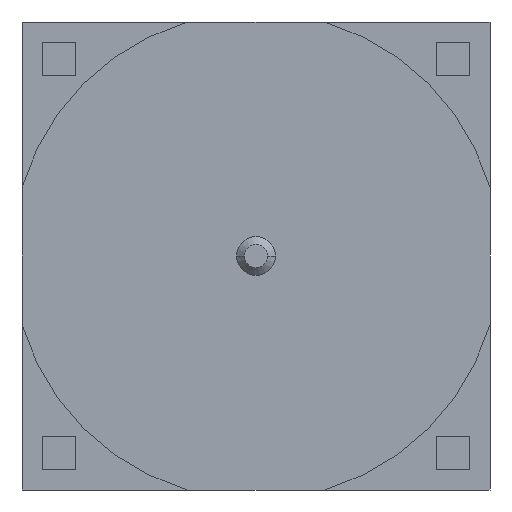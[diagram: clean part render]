
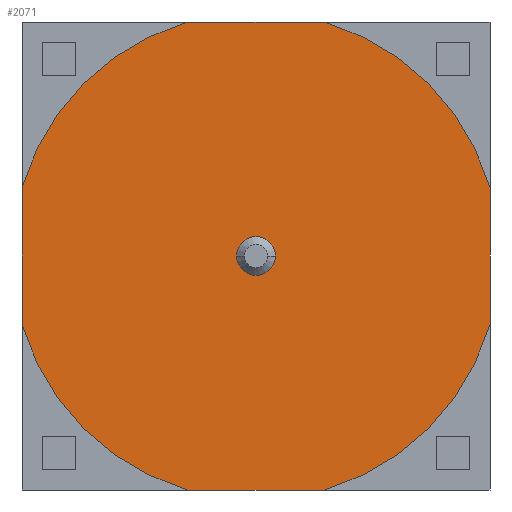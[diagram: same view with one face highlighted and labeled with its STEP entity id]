
A CAD part, front view. The second image highlights one B-rep face of the part: STEP entity #2071.
In plain terms, the highlighted planar face has unit normal (0, -1, 0).
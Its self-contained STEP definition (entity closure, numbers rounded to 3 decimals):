
#529=DIRECTION('',(0.,0.,-1.));
#530=VECTOR('',#529,3.5);
#531=CARTESIAN_POINT('',(-6.,-3.5,1.75));
#532=LINE('',#531,#530);
#545=CARTESIAN_POINT('',(0.,-3.5,0.));
#546=DIRECTION('',(0.,-1.,0.));
#547=DIRECTION('',(0.28,0.,-0.96));
#548=AXIS2_PLACEMENT_3D('',#545,#546,#547);
#550=CARTESIAN_POINT('',(0.,-3.5,0.));
#551=DIRECTION('',(0.,-1.,0.));
#552=DIRECTION('',(-0.96,0.,-0.28));
#553=AXIS2_PLACEMENT_3D('',#550,#551,#552);
#555=CARTESIAN_POINT('',(0.,-3.5,0.));
#556=DIRECTION('',(0.,-1.,0.));
#557=DIRECTION('',(-0.28,0.,0.96));
#558=AXIS2_PLACEMENT_3D('',#555,#556,#557);
#560=CARTESIAN_POINT('',(0.,-3.5,0.));
#561=DIRECTION('',(0.,-1.,0.));
#562=DIRECTION('',(0.96,0.,0.28));
#563=AXIS2_PLACEMENT_3D('',#560,#561,#562);
#565=CARTESIAN_POINT('',(0.,-3.5,0.));
#566=DIRECTION('',(0.,-1.,0.));
#567=DIRECTION('',(-1.,0.,0.));
#568=AXIS2_PLACEMENT_3D('',#565,#566,#567);
#570=CARTESIAN_POINT('',(0.,-3.5,0.));
#571=DIRECTION('',(0.,-1.,0.));
#572=DIRECTION('',(1.,0.,0.));
#573=AXIS2_PLACEMENT_3D('',#570,#571,#572);
#575=DIRECTION('',(0.,0.,1.));
#576=VECTOR('',#575,3.5);
#577=CARTESIAN_POINT('',(6.,-3.5,-1.75));
#578=LINE('',#577,#576);
#707=DIRECTION('',(1.,0.,0.));
#708=VECTOR('',#707,3.5);
#709=CARTESIAN_POINT('',(-1.75,-3.5,-6.));
#710=LINE('',#709,#708);
#723=DIRECTION('',(-1.,0.,0.));
#724=VECTOR('',#723,3.5);
#725=CARTESIAN_POINT('',(1.75,-3.5,6.));
#726=LINE('',#725,#724);
#1393=CARTESIAN_POINT('',(6.,-3.5,-1.75));
#1394=CARTESIAN_POINT('',(6.,-3.5,1.75));
#1395=VERTEX_POINT('',#1393);
#1396=VERTEX_POINT('',#1394);
#1397=CARTESIAN_POINT('',(1.75,-3.5,6.));
#1398=CARTESIAN_POINT('',(-1.75,-3.5,6.));
#1399=VERTEX_POINT('',#1397);
#1400=VERTEX_POINT('',#1398);
#1401=CARTESIAN_POINT('',(-6.,-3.5,1.75));
#1402=CARTESIAN_POINT('',(-6.,-3.5,-1.75));
#1403=VERTEX_POINT('',#1401);
#1404=VERTEX_POINT('',#1402);
#1405=CARTESIAN_POINT('',(-1.75,-3.5,-6.));
#1406=CARTESIAN_POINT('',(1.75,-3.5,-6.));
#1407=VERTEX_POINT('',#1405);
#1408=VERTEX_POINT('',#1406);
#1473=CARTESIAN_POINT('',(-0.5,-3.5,0.));
#1474=CARTESIAN_POINT('',(0.5,-3.5,0.));
#1475=VERTEX_POINT('',#1473);
#1476=VERTEX_POINT('',#1474);
#2043=CARTESIAN_POINT('',(0.,-3.5,0.));
#2044=DIRECTION('',(0.,-1.,0.));
#2045=DIRECTION('',(-1.,0.,0.));
#2046=AXIS2_PLACEMENT_3D('',#2043,#2044,#2045);
#2047=PLANE('',#2046);
#2049=ORIENTED_EDGE('',*,*,#2048,.F.);
#2051=ORIENTED_EDGE('',*,*,#2050,.F.);
#2053=ORIENTED_EDGE('',*,*,#2052,.F.);
#2055=ORIENTED_EDGE('',*,*,#2054,.F.);
#2056=ORIENTED_EDGE('',*,*,#2024,.F.);
#2058=ORIENTED_EDGE('',*,*,#2057,.F.);
#2060=ORIENTED_EDGE('',*,*,#2059,.F.);
#2062=ORIENTED_EDGE('',*,*,#2061,.F.);
#2063=EDGE_LOOP('',(#2049,#2051,#2053,#2055,#2056,#2058,#2060,#2062));
#2064=FACE_OUTER_BOUND('',#2063,.F.);
#2066=ORIENTED_EDGE('',*,*,#2065,.T.);
#2068=ORIENTED_EDGE('',*,*,#2067,.T.);
#2069=EDGE_LOOP('',(#2066,#2068));
#2070=FACE_BOUND('',#2069,.F.);
#549=CIRCLE('',#548,6.25);
#554=CIRCLE('',#553,6.25);
#559=CIRCLE('',#558,6.25);
#564=CIRCLE('',#563,6.25);
#569=CIRCLE('',#568,0.5);
#574=CIRCLE('',#573,0.5);
#2024=EDGE_CURVE('',#1403,#1404,#532,.T.);
#2048=EDGE_CURVE('',#1395,#1396,#578,.T.);
#2050=EDGE_CURVE('',#1408,#1395,#549,.T.);
#2052=EDGE_CURVE('',#1407,#1408,#710,.T.);
#2054=EDGE_CURVE('',#1404,#1407,#554,.T.);
#2057=EDGE_CURVE('',#1400,#1403,#559,.T.);
#2059=EDGE_CURVE('',#1399,#1400,#726,.T.);
#2061=EDGE_CURVE('',#1396,#1399,#564,.T.);
#2065=EDGE_CURVE('',#1475,#1476,#569,.T.);
#2067=EDGE_CURVE('',#1476,#1475,#574,.T.);
#2071=ADVANCED_FACE('',(#2064,#2070),#2047,.T.);
